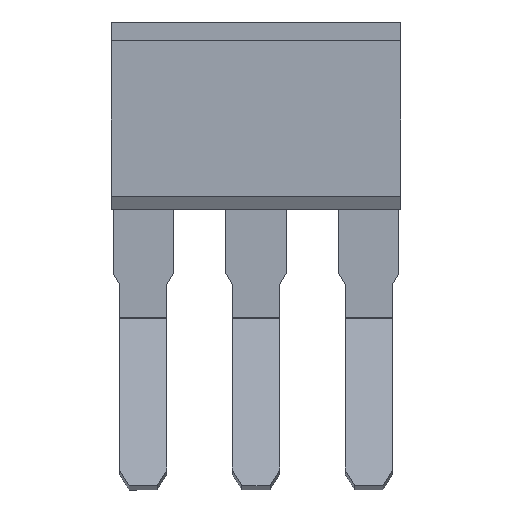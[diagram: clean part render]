
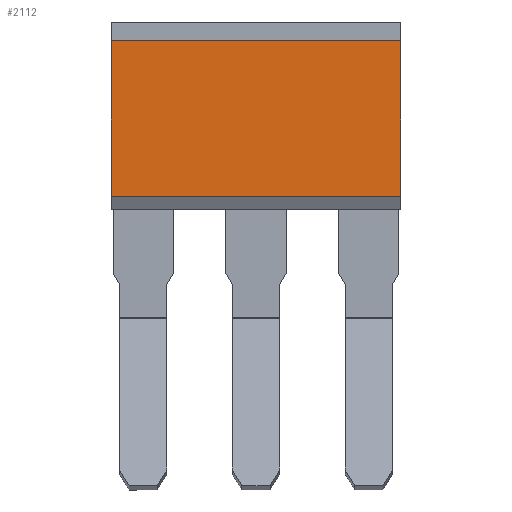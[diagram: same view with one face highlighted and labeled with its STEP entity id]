
A CAD part, top view. The second image highlights one B-rep face of the part: STEP entity #2112.
In plain terms, the highlighted planar face has unit normal (0, 0, 1).
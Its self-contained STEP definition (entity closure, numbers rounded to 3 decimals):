
#176 = VECTOR ( 'NONE', #1313, 1000. ) ;
#196 = VERTEX_POINT ( 'NONE', #2010 ) ;
#368 = VERTEX_POINT ( 'NONE', #822 ) ;
#391 = VECTOR ( 'NONE', #933, 1000. ) ;
#522 = CARTESIAN_POINT ( 'NONE',  ( -10.906, 8.145, -1.037 ) ) ;
#660 = CARTESIAN_POINT ( 'NONE',  ( 4.494, 16.402, -1.037 ) ) ;
#664 = DIRECTION ( 'NONE',  ( 0., -1., 0. ) ) ;
#822 = CARTESIAN_POINT ( 'NONE',  ( -10.906, 16.402, -1.037 ) ) ;
#915 = EDGE_CURVE ( 'NONE', #1473, #1951, #1140, .T. ) ;
#933 = DIRECTION ( 'NONE',  ( 1., 0., 0. ) ) ;
#945 = ORIENTED_EDGE ( 'NONE', *, *, #976, .F. ) ;
#952 = ORIENTED_EDGE ( 'NONE', *, *, #1631, .T. ) ;
#961 = EDGE_CURVE ( 'NONE', #368, #196, #1556, .T. ) ;
#976 = EDGE_CURVE ( 'NONE', #368, #1473, #1171, .T. ) ;
#1116 = CARTESIAN_POINT ( 'NONE',  ( 4.494, 16.402, -1.037 ) ) ;
#1140 = LINE ( 'NONE', #1116, #176 ) ;
#1171 = LINE ( 'NONE', #2203, #2152 ) ;
#1212 = DIRECTION ( 'NONE',  ( 0., -1., 0. ) ) ;
#1313 = DIRECTION ( 'NONE',  ( 0., -1., 0. ) ) ;
#1314 = LINE ( 'NONE', #522, #391 ) ;
#1392 = FACE_OUTER_BOUND ( 'NONE', #2332, .T. ) ;
#1473 = VERTEX_POINT ( 'NONE', #660 ) ;
#1511 = CARTESIAN_POINT ( 'NONE',  ( -10.906, 16.402, -1.037 ) ) ;
#1556 = LINE ( 'NONE', #1511, #1991 ) ;
#1631 = EDGE_CURVE ( 'NONE', #196, #1951, #1314, .T. ) ;
#1638 = DIRECTION ( 'NONE',  ( 1., 0., 0. ) ) ;
#1951 = VERTEX_POINT ( 'NONE', #2256 ) ;
#1955 = PLANE ( 'NONE',  #2194 ) ;
#1991 = VECTOR ( 'NONE', #664, 1000. ) ;
#2010 = CARTESIAN_POINT ( 'NONE',  ( -10.906, 8.145, -1.037 ) ) ;
#2045 = ORIENTED_EDGE ( 'NONE', *, *, #915, .F. ) ;
#2112 = ADVANCED_FACE ( 'NONE', ( #1392 ), #1955, .T. ) ;
#2123 = CARTESIAN_POINT ( 'NONE',  ( -10.906, 16.402, -1.037 ) ) ;
#2152 = VECTOR ( 'NONE', #1638, 1000. ) ;
#2194 = AXIS2_PLACEMENT_3D ( 'NONE', #2123, #2293, #1212 ) ;
#2203 = CARTESIAN_POINT ( 'NONE',  ( -10.906, 16.402, -1.037 ) ) ;
#2256 = CARTESIAN_POINT ( 'NONE',  ( 4.494, 8.145, -1.037 ) ) ;
#2293 = DIRECTION ( 'NONE',  ( 0., 0., 1. ) ) ;
#2332 = EDGE_LOOP ( 'NONE', ( #952, #2045, #945, #2343 ) ) ;
#2343 = ORIENTED_EDGE ( 'NONE', *, *, #961, .T. ) ;
